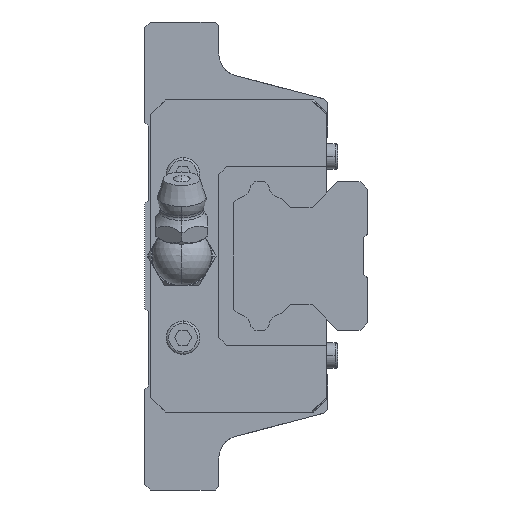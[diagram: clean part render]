
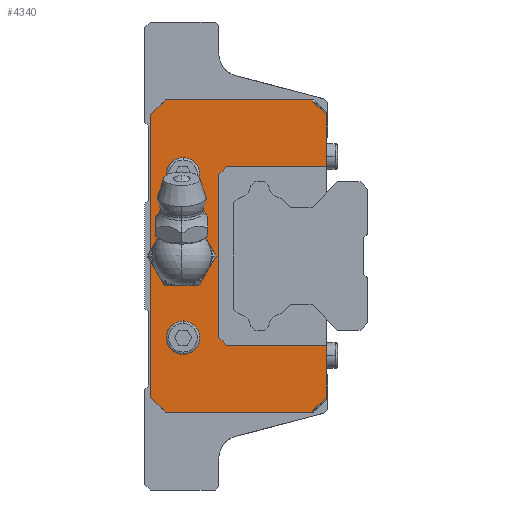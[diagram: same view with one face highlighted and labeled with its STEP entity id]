
A CAD part, left-side view. The second image highlights one B-rep face of the part: STEP entity #4340.
In plain terms, the highlighted planar face has unit normal (-1, 0, 0).
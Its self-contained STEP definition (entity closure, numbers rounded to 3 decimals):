
#1844 = EDGE_CURVE( '', #4826, #2544, #5466, .T. );
#1862 = EDGE_CURVE( '', #1918, #3830, #5485, .T. );
#1918 = VERTEX_POINT( '', #5546 );
#2040 = VERTEX_POINT( '', #5681 );
#2216 = EDGE_CURVE( '', #2230, #2040, #5871, .T. );
#2230 = VERTEX_POINT( '', #5888 );
#2244 = VERTEX_POINT( '', #5903 );
#2346 = VERTEX_POINT( '', #6018 );
#2520 = VERTEX_POINT( '', #6203 );
#2544 = VERTEX_POINT( '', #6229 );
#2586 = EDGE_CURVE( '', #4372, #4518, #6272, .T. );
#2616 = EDGE_CURVE( '', #2520, #2230, #6305, .T. );
#2636 = EDGE_CURVE( '', #4628, #4482, #6327, .T. );
#2652 = EDGE_CURVE( '', #2040, #2244, #6343, .T. );
#2774 = VERTEX_POINT( '', #6478 );
#2954 = VERTEX_POINT( '', #6671 );
#3082 = VERTEX_POINT( '', #6815 );
#3370 = EDGE_CURVE( '', #2346, #3082, #7130, .T. );
#3472 = VERTEX_POINT( '', #7238 );
#3524 = EDGE_CURVE( '', #3472, #2520, #7299, .T. );
#3568 = EDGE_CURVE( '', #2544, #4826, #7348, .T. );
#3654 = EDGE_CURVE( '', #4482, #2954, #7443, .T. );
#3830 = VERTEX_POINT( '', #7637 );
#3884 = EDGE_CURVE( '', #2954, #4412, #7697, .T. );
#3892 = VERTEX_POINT( '', #7706 );
#3906 = EDGE_CURVE( '', #3892, #4072, #7722, .T. );
#4046 = EDGE_CURVE( '', #4628, #2774, #7877, .T. );
#4072 = VERTEX_POINT( '', #7906 );
#4256 = EDGE_CURVE( '', #3082, #2346, #8108, .T. );
#4286 = EDGE_CURVE( '', #3830, #1918, #8139, .T. );
#4340 = ADVANCED_FACE( '', ( #8196, #8197, #8198, #8199 ), #8200, .F. );
#4372 = VERTEX_POINT( '', #8241 );
#4408 = EDGE_CURVE( '', #4518, #3892, #8280, .T. );
#4412 = VERTEX_POINT( '', #8285 );
#4482 = VERTEX_POINT( '', #8359 );
#4498 = EDGE_CURVE( '', #2774, #4372, #8378, .T. );
#4518 = VERTEX_POINT( '', #8399 );
#4628 = VERTEX_POINT( '', #8521 );
#4792 = EDGE_CURVE( '', #2244, #4072, #8707, .T. );
#4826 = VERTEX_POINT( '', #8746 );
#5036 = EDGE_CURVE( '', #4412, #3472, #8978, .T. );
#5466 = CIRCLE( '', #9446, 2.25 );
#5485 = CIRCLE( '', #9475, 2.25 );
#5546 = CARTESIAN_POINT( '', ( 25., 22.567, 11. ) );
#5681 = CARTESIAN_POINT( '', ( 25., 7.517, 21. ) );
#5871 = LINE( '', #10038, #10039 );
#5888 = CARTESIAN_POINT( '', ( 25., 27.2, 21. ) );
#5903 = CARTESIAN_POINT( '', ( 25., 5.517, 19. ) );
#6018 = CARTESIAN_POINT( '', ( 25., 22., 0. ) );
#6203 = CARTESIAN_POINT( '', ( 25., 29.2, 19. ) );
#6229 = CARTESIAN_POINT( '', ( 25., 27.067, -11. ) );
#6272 = LINE( '', #10635, #10636 );
#6305 = LINE( '', #10682, #10683 );
#6327 = LINE( '', #10717, #10718 );
#6343 = LINE( '', #10744, #10745 );
#6478 = CARTESIAN_POINT( '', ( 25., 19., -12. ) );
#6671 = CARTESIAN_POINT( '', ( 25., 7.517, -21. ) );
#6815 = CARTESIAN_POINT( '', ( 25., 28., 0. ) );
#7130 = CIRCLE( '', #11891, 3. );
#7238 = CARTESIAN_POINT( '', ( 25., 29.2, -19. ) );
#7299 = LINE( '', #12126, #12127 );
#7348 = CIRCLE( '', #12190, 2.25 );
#7443 = LINE( '', #12338, #12339 );
#7637 = CARTESIAN_POINT( '', ( 25., 27.067, 11. ) );
#7697 = LINE( '', #12683, #12684 );
#7706 = CARTESIAN_POINT( '', ( 25., 19., 12. ) );
#7722 = LINE( '', #12718, #12719 );
#7877 = LINE( '', #12941, #12942 );
#7906 = CARTESIAN_POINT( '', ( 25., 5.517, 12. ) );
#8108 = CIRCLE( '', #13310, 3. );
#8139 = CIRCLE( '', #13357, 2.25 );
#8196 = FACE_BOUND( '', #13441, .T. );
#8197 = FACE_BOUND( '', #13442, .T. );
#8198 = FACE_BOUND( '', #13443, .T. );
#8199 = FACE_OUTER_BOUND( '', #13444, .T. );
#8200 = PLANE( '', #13445 );
#8241 = CARTESIAN_POINT( '', ( 25., 20., -11. ) );
#8280 = LINE( '', #13562, #13563 );
#8285 = CARTESIAN_POINT( '', ( 25., 27.2, -21. ) );
#8359 = CARTESIAN_POINT( '', ( 25., 5.517, -19. ) );
#8378 = LINE( '', #13711, #13712 );
#8399 = CARTESIAN_POINT( '', ( 25., 20., 11. ) );
#8521 = CARTESIAN_POINT( '', ( 25., 5.517, -12. ) );
#8707 = LINE( '', #14187, #14188 );
#8746 = CARTESIAN_POINT( '', ( 25., 22.567, -11. ) );
#8978 = LINE( '', #14589, #14590 );
#9446 = AXIS2_PLACEMENT_3D( '', #15225, #15226, #15227 );
#9475 = AXIS2_PLACEMENT_3D( '', #15243, #15244, #15245 );
#10038 = CARTESIAN_POINT( '', ( 25., 5.609, 21. ) );
#10039 = VECTOR( '', #15689, 1. );
#10635 = CARTESIAN_POINT( '', ( 25., 20., -5.5 ) );
#10636 = VECTOR( '', #16077, 1. );
#10682 = CARTESIAN_POINT( '', ( 25., 26.65, 21.55 ) );
#10683 = VECTOR( '', #16113, 1. );
#10717 = CARTESIAN_POINT( '', ( 25., 5.517, 8. ) );
#10718 = VECTOR( '', #16145, 1. );
#10744 = CARTESIAN_POINT( '', ( 25., 1.388, 14.871 ) );
#10745 = VECTOR( '', #16153, 1. );
#11891 = AXIS2_PLACEMENT_3D( '', #17039, #17040, #17041 );
#12126 = CARTESIAN_POINT( '', ( 25., 29.2, 9.5 ) );
#12127 = VECTOR( '', #17239, 1. );
#12190 = AXIS2_PLACEMENT_3D( '', #17286, #17287, #17288 );
#12338 = CARTESIAN_POINT( '', ( 25., 0.388, -13.871 ) );
#12339 = VECTOR( '', #17389, 1. );
#12683 = CARTESIAN_POINT( '', ( 25., 15.6, -21. ) );
#12684 = VECTOR( '', #17726, 1. );
#12718 = CARTESIAN_POINT( '', ( 25., 11.5, 12. ) );
#12719 = VECTOR( '', #17757, 1. );
#12941 = CARTESIAN_POINT( '', ( 25., 4.759, -12. ) );
#12942 = VECTOR( '', #17934, 1. );
#13310 = AXIS2_PLACEMENT_3D( '', #18191, #18192, #18193 );
#13357 = AXIS2_PLACEMENT_3D( '', #18218, #18219, #18220 );
#13441 = EDGE_LOOP( '', ( #18263, #18264 ) );
#13442 = EDGE_LOOP( '', ( #18265, #18266 ) );
#13443 = EDGE_LOOP( '', ( #18267, #18268 ) );
#13444 = EDGE_LOOP( '', ( #18269, #18270, #18271, #18272, #18273, #18274, #18275, #18276, #18277, #18278, #18279, #18280, #18281, #18282 ) );
#13445 = AXIS2_PLACEMENT_3D( '', #18283, #18284, #18285 );
#13562 = CARTESIAN_POINT( '', ( 25., 18.75, 12.25 ) );
#13563 = VECTOR( '', #18405, 1. );
#13711 = CARTESIAN_POINT( '', ( 25., 18.25, -12.75 ) );
#13712 = VECTOR( '', #18509, 1. );
#14187 = CARTESIAN_POINT( '', ( 25., 5.517, 8. ) );
#14188 = VECTOR( '', #18908, 1. );
#14589 = CARTESIAN_POINT( '', ( 25., 27.65, -20.55 ) );
#14590 = VECTOR( '', #19235, 1. );
#15225 = CARTESIAN_POINT( '', ( 25., 24.817, -11. ) );
#15226 = DIRECTION( '', ( 1., 0., 0. ) );
#15227 = DIRECTION( '', ( 0., 1., 0. ) );
#15243 = CARTESIAN_POINT( '', ( 25., 24.817, 11. ) );
#15244 = DIRECTION( '', ( 1., 0., 0. ) );
#15245 = DIRECTION( '', ( 0., 1., 0. ) );
#15689 = DIRECTION( '', ( 0., -1., 0. ) );
#16077 = DIRECTION( '', ( 0., 0., 1. ) );
#16113 = DIRECTION( '', ( 0., -0.707, 0.707 ) );
#16145 = DIRECTION( '', ( 0., 0., -1. ) );
#16153 = DIRECTION( '', ( 0., -0.707, -0.707 ) );
#17039 = CARTESIAN_POINT( '', ( 25., 25., 0. ) );
#17040 = DIRECTION( '', ( 1., 0., 0. ) );
#17041 = DIRECTION( '', ( 0., 1., 0. ) );
#17239 = DIRECTION( '', ( 0., 0., 1. ) );
#17286 = CARTESIAN_POINT( '', ( 25., 24.817, -11. ) );
#17287 = DIRECTION( '', ( 1., 0., 0. ) );
#17288 = DIRECTION( '', ( 0., 1., 0. ) );
#17389 = DIRECTION( '', ( 0., 0.707, -0.707 ) );
#17726 = DIRECTION( '', ( 0., 1., 0. ) );
#17757 = DIRECTION( '', ( 0., -1., 0. ) );
#17934 = DIRECTION( '', ( 0., 1., 0. ) );
#18191 = CARTESIAN_POINT( '', ( 25., 25., 0. ) );
#18192 = DIRECTION( '', ( 1., 0., 0. ) );
#18193 = DIRECTION( '', ( 0., 1., 0. ) );
#18218 = CARTESIAN_POINT( '', ( 25., 24.817, 11. ) );
#18219 = DIRECTION( '', ( 1., 0., 0. ) );
#18220 = DIRECTION( '', ( 0., 1., 0. ) );
#18263 = ORIENTED_EDGE( '', *, *, #4256, .T. );
#18264 = ORIENTED_EDGE( '', *, *, #3370, .T. );
#18265 = ORIENTED_EDGE( '', *, *, #4286, .T. );
#18266 = ORIENTED_EDGE( '', *, *, #1862, .T. );
#18267 = ORIENTED_EDGE( '', *, *, #3568, .T. );
#18268 = ORIENTED_EDGE( '', *, *, #1844, .T. );
#18269 = ORIENTED_EDGE( '', *, *, #4046, .T. );
#18270 = ORIENTED_EDGE( '', *, *, #4498, .T. );
#18271 = ORIENTED_EDGE( '', *, *, #2586, .T. );
#18272 = ORIENTED_EDGE( '', *, *, #4408, .T. );
#18273 = ORIENTED_EDGE( '', *, *, #3906, .T. );
#18274 = ORIENTED_EDGE( '', *, *, #4792, .F. );
#18275 = ORIENTED_EDGE( '', *, *, #2652, .F. );
#18276 = ORIENTED_EDGE( '', *, *, #2216, .F. );
#18277 = ORIENTED_EDGE( '', *, *, #2616, .F. );
#18278 = ORIENTED_EDGE( '', *, *, #3524, .F. );
#18279 = ORIENTED_EDGE( '', *, *, #5036, .F. );
#18280 = ORIENTED_EDGE( '', *, *, #3884, .F. );
#18281 = ORIENTED_EDGE( '', *, *, #3654, .F. );
#18282 = ORIENTED_EDGE( '', *, *, #2636, .F. );
#18283 = CARTESIAN_POINT( '', ( 25., 4., 0. ) );
#18284 = DIRECTION( '', ( 1., 0., 0. ) );
#18285 = DIRECTION( '', ( 0., 0., -1. ) );
#18405 = DIRECTION( '', ( 0., -0.707, 0.707 ) );
#18509 = DIRECTION( '', ( 0., 0.707, 0.707 ) );
#18908 = DIRECTION( '', ( 0., 0., -1. ) );
#19235 = DIRECTION( '', ( 0., 0.707, 0.707 ) );
